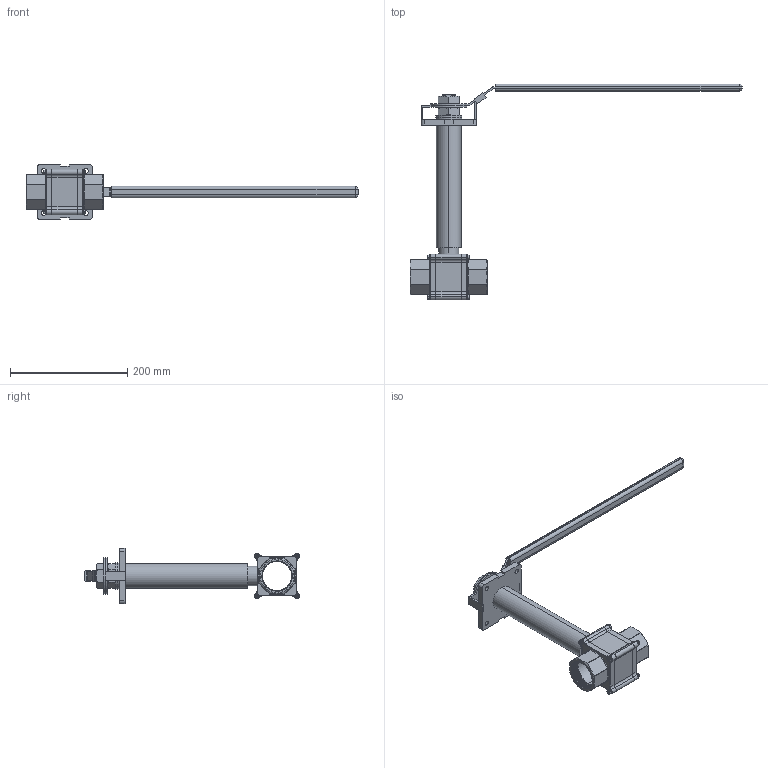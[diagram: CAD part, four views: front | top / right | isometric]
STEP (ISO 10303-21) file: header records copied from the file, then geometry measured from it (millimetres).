
FILE_DESCRIPTION (( 'STEP AP214' ), '1' );
FILE_NAME ('VCI-CRY-201H-900-2-NPT-NPT_HND.STEP', '2025-06-05T15:27:51', ( '' ), ( '' ), 'SwSTEP 2.0', 'SolidWorks 2025', '' );
FILE_SCHEMA (( 'AUTOMOTIVE_DESIGN' ));
Length unit declared in the file: millimetre
Products named in the file (5): VCI-CRY-201H-900-2-NPT-NPT; socket head cap screw_ai_HX-SHCS 0.164-36x0.188x0.188-N; heavy hex jam nut_ai_HHJNUT 0.8750-14-B-N; VCI-CRY-201H-900-2-NPT-NPT_HND; flat washer type a narrow_ai_Preferred Narrow FW 0.875
Assembly tree (13 placements, depth 2):
  VCI-CRY-201H-900-2-NPT-NPT_HND
    VCI-CRY-201H-900-2-NPT-NPT
    socket head cap screw_ai_HX-SHCS 0.164-36x0.188x0.188-N  x8
    flat washer type a narrow_ai_Preferred Narrow FW 0.875  x2
    heavy hex jam nut_ai_HHJNUT 0.8750-14-B-N  x2
Bounding box: 566 x 368 x 94 mm (x, y, z)
Volume: 799734 mm3; surface area: 187850.7 mm2
Topology: 17 solids, 17 shells, 755 faces, 1884 edges, 1170 vertices
Faces by surface type: cylinder 279, plane 264, bspline 76, cone 72, torus 60, sphere 4
Entity records: 84729 total; most frequent: CARTESIAN_POINT 72341, ORIENTED_EDGE 2792, DIRECTION 2329, EDGE_CURVE 1396, VERTEX_POINT 895, AXIS2_PLACEMENT_3D 883, EDGE_LOOP 589, LINE 563
